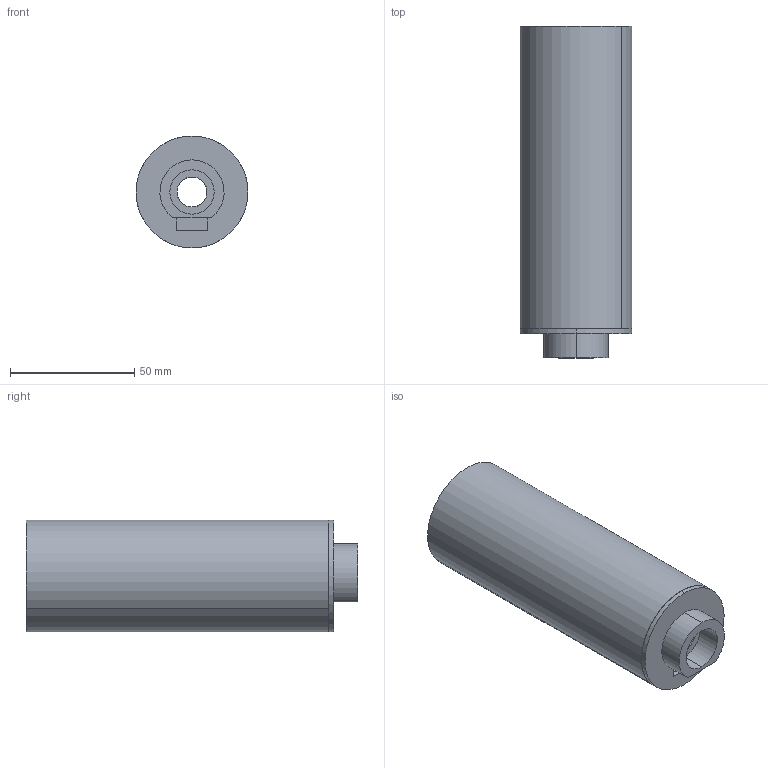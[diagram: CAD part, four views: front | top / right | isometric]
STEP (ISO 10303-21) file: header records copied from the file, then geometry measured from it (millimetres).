
FILE_DESCRIPTION (( 'STEP AP203' ), '1' );
FILE_NAME ('Ñáîðêà2.STEP', '2019-06-07T09:55:17', ( '' ), ( '' ), 'SwSTEP 2.0', 'SolidWorks 2015', '' );
FILE_SCHEMA (( 'CONFIG_CONTROL_DESIGN' ));
Length unit declared in the file: millimetre
Products named in the file (3): cap; 栖闉罻2; main
Assembly tree (2 placements, depth 2):
  栖闉罻2
    cap
    main
Bounding box: 45 x 133.4 x 45 mm (x, y, z)
Volume: 50167.4 mm3; surface area: 42892.9 mm2
Topology: 2 solids, 2 shells, 37 faces, 84 edges, 56 vertices
Faces by surface type: cylinder 21, plane 16
Entity records: 1377 total; most frequent: DIRECTION 210, CARTESIAN_POINT 182, ORIENTED_EDGE 168, EDGE_CURVE 84, AXIS2_PLACEMENT_3D 84, VERTEX_POINT 56, EDGE_LOOP 48, CIRCLE 42
